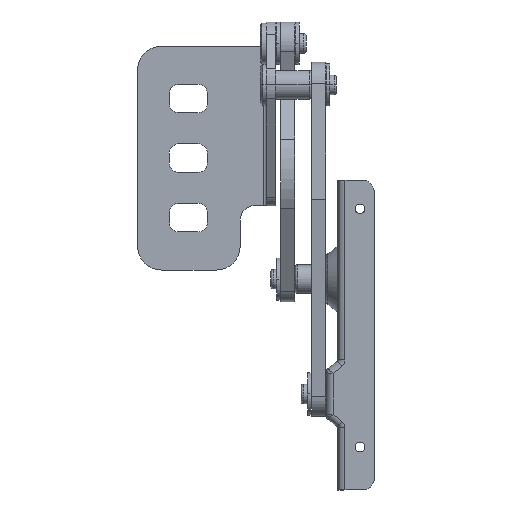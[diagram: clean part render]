
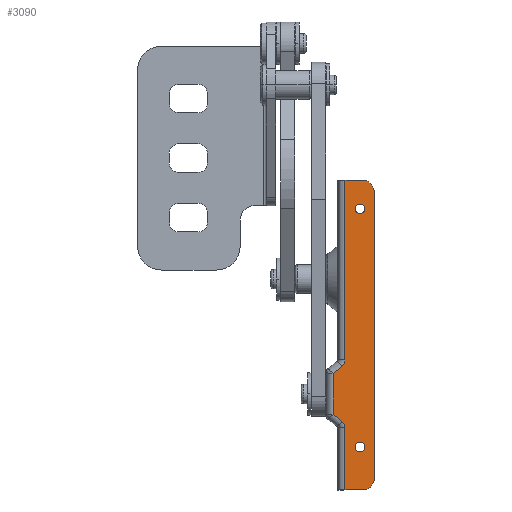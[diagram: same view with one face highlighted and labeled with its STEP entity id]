
A CAD part, top view. The second image highlights one B-rep face of the part: STEP entity #3090.
In plain terms, the highlighted face is planar.
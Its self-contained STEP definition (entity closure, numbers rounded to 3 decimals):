
#160 = AXIS2_PLACEMENT_3D ( 'NONE', #8107, #6901, #5693 ) ;
#210 = ORIENTED_EDGE ( 'NONE', *, *, #3373, .T. ) ;
#283 = CARTESIAN_POINT ( 'NONE',  ( 11.9, 9.541, 1.921 ) ) ;
#334 = CARTESIAN_POINT ( 'NONE',  ( 11.9, 77.7, -8.15 ) ) ;
#381 = LINE ( 'NONE', #10884, #8649 ) ;
#396 = ORIENTED_EDGE ( 'NONE', *, *, #3817, .T. ) ;
#415 = EDGE_CURVE ( 'NONE', #10652, #10333, #6907, .T. ) ;
#465 = FACE_BOUND ( 'NONE', #6536, .T. ) ;
#645 = EDGE_CURVE ( 'NONE', #5762, #3277, #1333, .T. ) ;
#836 = ORIENTED_EDGE ( 'NONE', *, *, #7190, .T. ) ;
#840 = CARTESIAN_POINT ( 'NONE',  ( 11.9, -22.3, -8.15 ) ) ;
#1002 = VECTOR ( 'NONE', #1936, 1000. ) ;
#1062 = FACE_BOUND ( 'NONE', #8329, .T. ) ;
#1227 = CARTESIAN_POINT ( 'NONE',  ( 11.9, -14.24, 1.65 ) ) ;
#1286 = VERTEX_POINT ( 'NONE', #6378 ) ;
#1333 = LINE ( 'NONE', #10650, #6397 ) ;
#1372 = CARTESIAN_POINT ( 'NONE',  ( 11.9, -14.24, -1.85 ) ) ;
#1383 = CIRCLE ( 'NONE', #2275, 5. ) ;
#1477 = CARTESIAN_POINT ( 'NONE',  ( 11.9, 10.524, 0.692 ) ) ;
#1503 = CARTESIAN_POINT ( 'NONE',  ( 11.9, 77.7, -6.15 ) ) ;
#1527 = CARTESIAN_POINT ( 'NONE',  ( 11.9, 89.7, -9.15 ) ) ;
#1589 = AXIS2_PLACEMENT_3D ( 'NONE', #5928, #4725, #3535 ) ;
#1604 = AXIS2_PLACEMENT_3D ( 'NONE', #840, #11354, #10142 ) ;
#1625 = DIRECTION ( 'NONE',  ( 0., 0., 1. ) ) ;
#1629 = CARTESIAN_POINT ( 'NONE',  ( 11.9, -35.3, -14.15 ) ) ;
#1660 = FACE_OUTER_BOUND ( 'NONE', #5575, .T. ) ;
#1825 = VECTOR ( 'NONE', #3215, 1000. ) ;
#1834 = VERTEX_POINT ( 'NONE', #3210 ) ;
#1848 = DIRECTION ( 'NONE',  ( 0., 0., 1. ) ) ;
#1928 = B_SPLINE_CURVE_WITH_KNOTS ( 'NONE', 3,
 ( #3875, #1477, #283, #10789 ),
 .UNSPECIFIED., .F., .F.,
 ( 4, 4 ),
 ( 0., 0.005 ),
 .UNSPECIFIED. ) ;
#1936 = DIRECTION ( 'NONE',  ( 0., -1., 0. ) ) ;
#2131 = CIRCLE ( 'NONE', #1589, 2. ) ;
#2275 = AXIS2_PLACEMENT_3D ( 'NONE', #6006, #4809, #3617 ) ;
#2342 = VERTEX_POINT ( 'NONE', #5936 ) ;
#2354 = CIRCLE ( 'NONE', #1604, 2. ) ;
#2391 = ORIENTED_EDGE ( 'NONE', *, *, #645, .F. ) ;
#2442 = VERTEX_POINT ( 'NONE', #11084 ) ;
#2816 = EDGE_CURVE ( 'NONE', #9059, #8877, #2131, .T. ) ;
#2822 = DIRECTION ( 'NONE',  ( -1., 0., 0. ) ) ;
#2975 = ORIENTED_EDGE ( 'NONE', *, *, #11104, .T. ) ;
#3054 = DIRECTION ( 'NONE',  ( 1., 0., 0. ) ) ;
#3090 = ADVANCED_FACE ( 'NONE', ( #465, #1062, #1660 ), #9303, .F. ) ;
#3141 = CARTESIAN_POINT ( 'NONE',  ( 11.9, -40.3, -1.85 ) ) ;
#3210 = CARTESIAN_POINT ( 'NONE',  ( 11.9, -40.3, -9.15 ) ) ;
#3215 = DIRECTION ( 'NONE',  ( 0., 0., -1. ) ) ;
#3277 = VERTEX_POINT ( 'NONE', #1527 ) ;
#3373 = EDGE_CURVE ( 'NONE', #5762, #1286, #4349, .T. ) ;
#3535 = DIRECTION ( 'NONE',  ( 0., 0., -1. ) ) ;
#3617 = DIRECTION ( 'NONE',  ( 0., 0., 1. ) ) ;
#3679 = ORIENTED_EDGE ( 'NONE', *, *, #415, .F. ) ;
#3697 = ORIENTED_EDGE ( 'NONE', *, *, #11560, .F. ) ;
#3817 = EDGE_CURVE ( 'NONE', #2342, #2442, #7452, .T. ) ;
#3875 = CARTESIAN_POINT ( 'NONE',  ( 11.9, 11.507, -0.536 ) ) ;
#4195 = CIRCLE ( 'NONE', #9232, 2. ) ;
#4210 = EDGE_CURVE ( 'NONE', #4838, #1834, #9214, .T. ) ;
#4261 = CARTESIAN_POINT ( 'NONE',  ( 11.9, 84.7, -9.15 ) ) ;
#4349 = LINE ( 'NONE', #3141, #1002 ) ;
#4413 = CARTESIAN_POINT ( 'NONE',  ( 11.9, -40.3, 1.15 ) ) ;
#4508 = VERTEX_POINT ( 'NONE', #1372 ) ;
#4510 = DIRECTION ( 'NONE',  ( 0., -1., 0. ) ) ;
#4698 = VERTEX_POINT ( 'NONE', #11674 ) ;
#4725 = DIRECTION ( 'NONE',  ( 1., 0., 0. ) ) ;
#4795 = VERTEX_POINT ( 'NONE', #1503 ) ;
#4809 = DIRECTION ( 'NONE',  ( 1., 0., 0. ) ) ;
#4838 = VERTEX_POINT ( 'NONE', #10541 ) ;
#4911 = EDGE_CURVE ( 'NONE', #10652, #3277, #5826, .T. ) ;
#4957 = EDGE_CURVE ( 'NONE', #4508, #4838, #381, .T. ) ;
#5058 = DIRECTION ( 'NONE',  ( 0., -1., 0. ) ) ;
#5221 = CARTESIAN_POINT ( 'NONE',  ( 11.9, 14.24, 1.65 ) ) ;
#5575 = EDGE_LOOP ( 'NONE', ( #8137, #10477, #6974, #10672, #3679, #10843, #2391, #210, #836, #10060, #396, #2975 ) ) ;
#5597 = AXIS2_PLACEMENT_3D ( 'NONE', #4261, #3054, #1848 ) ;
#5693 = DIRECTION ( 'NONE',  ( 0., 0., 1. ) ) ;
#5698 = CARTESIAN_POINT ( 'NONE',  ( 11.9, 89.7, -14.15 ) ) ;
#5706 = DIRECTION ( 'NONE',  ( 0., 0., -1. ) ) ;
#5713 = CIRCLE ( 'NONE', #6622, 3.5 ) ;
#5762 = VERTEX_POINT ( 'NONE', #6158 ) ;
#5826 = CIRCLE ( 'NONE', #5597, 5. ) ;
#5856 = ORIENTED_EDGE ( 'NONE', *, *, #8556, .F. ) ;
#5928 = CARTESIAN_POINT ( 'NONE',  ( 11.9, -22.3, -8.15 ) ) ;
#5936 = CARTESIAN_POINT ( 'NONE',  ( 11.9, 8.558, 3.15 ) ) ;
#6006 = CARTESIAN_POINT ( 'NONE',  ( 11.9, -35.3, -9.15 ) ) ;
#6158 = CARTESIAN_POINT ( 'NONE',  ( 11.9, 89.7, -1.85 ) ) ;
#6239 = CARTESIAN_POINT ( 'NONE',  ( 11.9, -8.895, 3.15 ) ) ;
#6378 = CARTESIAN_POINT ( 'NONE',  ( 11.9, 14.24, -1.85 ) ) ;
#6397 = VECTOR ( 'NONE', #9450, 1000. ) ;
#6479 = CARTESIAN_POINT ( 'NONE',  ( 11.9, -22.3, -10.15 ) ) ;
#6536 = EDGE_LOOP ( 'NONE', ( #7095, #7380 ) ) ;
#6622 = AXIS2_PLACEMENT_3D ( 'NONE', #5221, #2822, #1625 ) ;
#6809 = VECTOR ( 'NONE', #5058, 1000. ) ;
#6901 = DIRECTION ( 'NONE',  ( -1., 0., 0. ) ) ;
#6907 = LINE ( 'NONE', #5698, #9350 ) ;
#6913 = DIRECTION ( 'NONE',  ( 1., 0., 0. ) ) ;
#6935 = DIRECTION ( 'NONE',  ( 0., 0., 1. ) ) ;
#6974 = ORIENTED_EDGE ( 'NONE', *, *, #4210, .T. ) ;
#7095 = ORIENTED_EDGE ( 'NONE', *, *, #10950, .F. ) ;
#7190 = EDGE_CURVE ( 'NONE', #1286, #4698, #5713, .T. ) ;
#7380 = ORIENTED_EDGE ( 'NONE', *, *, #2816, .F. ) ;
#7452 = LINE ( 'NONE', #6239, #6809 ) ;
#7561 = CIRCLE ( 'NONE', #8838, 3.5 ) ;
#7649 = VECTOR ( 'NONE', #7829, 1000. ) ;
#7658 = EDGE_CURVE ( 'NONE', #9916, #4508, #7561, .T. ) ;
#7829 = DIRECTION ( 'NONE',  ( 0., -0.625, -0.781 ) ) ;
#8035 = CARTESIAN_POINT ( 'NONE',  ( 11.9, 77.7, -10.15 ) ) ;
#8068 = CARTESIAN_POINT ( 'NONE',  ( 11.9, -11.507, -0.536 ) ) ;
#8107 = CARTESIAN_POINT ( 'NONE',  ( 11.9, -40.3, 1.15 ) ) ;
#8122 = CARTESIAN_POINT ( 'NONE',  ( 11.9, 77.7, -8.15 ) ) ;
#8137 = ORIENTED_EDGE ( 'NONE', *, *, #7658, .T. ) ;
#8141 = DIRECTION ( 'NONE',  ( -1., 0., 0. ) ) ;
#8181 = CARTESIAN_POINT ( 'NONE',  ( 11.9, 84.7, -14.15 ) ) ;
#8329 = EDGE_LOOP ( 'NONE', ( #3697, #5856 ) ) ;
#8389 = CARTESIAN_POINT ( 'NONE',  ( 11.9, -22.3, -6.15 ) ) ;
#8439 = DIRECTION ( 'NONE',  ( 0., 0., -1. ) ) ;
#8556 = EDGE_CURVE ( 'NONE', #4795, #9422, #10315, .T. ) ;
#8649 = VECTOR ( 'NONE', #9693, 1000. ) ;
#8838 = AXIS2_PLACEMENT_3D ( 'NONE', #1227, #8141, #6935 ) ;
#8877 = VERTEX_POINT ( 'NONE', #6479 ) ;
#9027 = CARTESIAN_POINT ( 'NONE',  ( 11.9, -11.507, -0.536 ) ) ;
#9053 = EDGE_CURVE ( 'NONE', #4698, #2342, #1928, .T. ) ;
#9059 = VERTEX_POINT ( 'NONE', #8389 ) ;
#9214 = LINE ( 'NONE', #4413, #1825 ) ;
#9232 = AXIS2_PLACEMENT_3D ( 'NONE', #334, #9647, #8439 ) ;
#9303 = PLANE ( 'NONE',  #160 ) ;
#9350 = VECTOR ( 'NONE', #4510, 1000. ) ;
#9365 = AXIS2_PLACEMENT_3D ( 'NONE', #8122, #6913, #5706 ) ;
#9422 = VERTEX_POINT ( 'NONE', #8035 ) ;
#9450 = DIRECTION ( 'NONE',  ( 0., 0., -1. ) ) ;
#9647 = DIRECTION ( 'NONE',  ( 1., 0., 0. ) ) ;
#9693 = DIRECTION ( 'NONE',  ( 0., -1., 0. ) ) ;
#9916 = VERTEX_POINT ( 'NONE', #8068 ) ;
#10053 = EDGE_CURVE ( 'NONE', #1834, #10333, #1383, .T. ) ;
#10060 = ORIENTED_EDGE ( 'NONE', *, *, #9053, .T. ) ;
#10142 = DIRECTION ( 'NONE',  ( 0., 0., -1. ) ) ;
#10213 = LINE ( 'NONE', #9027, #7649 ) ;
#10315 = CIRCLE ( 'NONE', #9365, 2. ) ;
#10333 = VERTEX_POINT ( 'NONE', #1629 ) ;
#10477 = ORIENTED_EDGE ( 'NONE', *, *, #4957, .T. ) ;
#10541 = CARTESIAN_POINT ( 'NONE',  ( 11.9, -40.3, -1.85 ) ) ;
#10650 = CARTESIAN_POINT ( 'NONE',  ( 11.9, 89.7, 1.15 ) ) ;
#10652 = VERTEX_POINT ( 'NONE', #8181 ) ;
#10672 = ORIENTED_EDGE ( 'NONE', *, *, #10053, .T. ) ;
#10789 = CARTESIAN_POINT ( 'NONE',  ( 11.9, 8.558, 3.15 ) ) ;
#10843 = ORIENTED_EDGE ( 'NONE', *, *, #4911, .T. ) ;
#10884 = CARTESIAN_POINT ( 'NONE',  ( 11.9, -40.3, -1.85 ) ) ;
#10950 = EDGE_CURVE ( 'NONE', #8877, #9059, #2354, .T. ) ;
#11084 = CARTESIAN_POINT ( 'NONE',  ( 11.9, -8.558, 3.15 ) ) ;
#11104 = EDGE_CURVE ( 'NONE', #2442, #9916, #10213, .T. ) ;
#11354 = DIRECTION ( 'NONE',  ( 1., 0., 0. ) ) ;
#11560 = EDGE_CURVE ( 'NONE', #9422, #4795, #4195, .T. ) ;
#11674 = CARTESIAN_POINT ( 'NONE',  ( 11.9, 11.507, -0.536 ) ) ;
